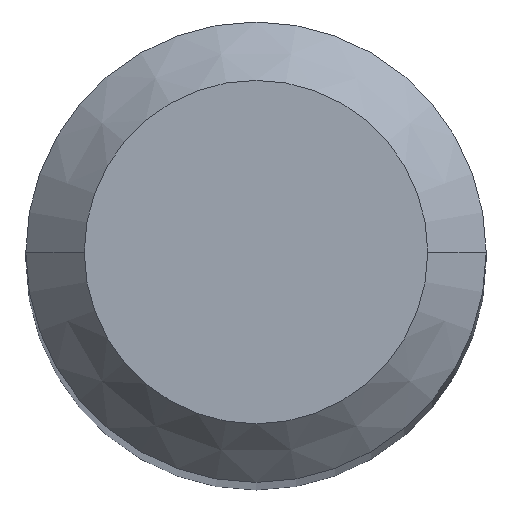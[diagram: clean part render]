
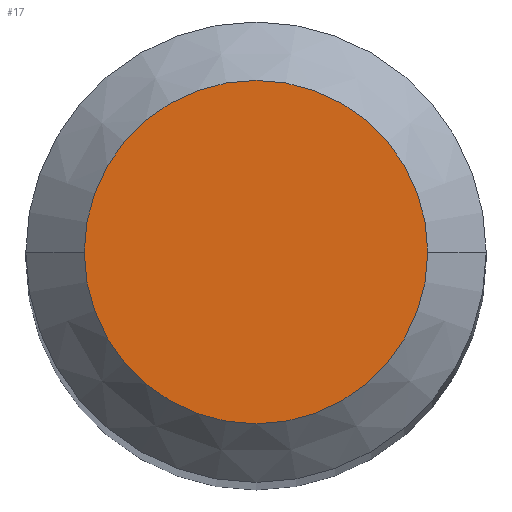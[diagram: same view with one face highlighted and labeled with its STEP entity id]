
A CAD part, top view. The second image highlights one B-rep face of the part: STEP entity #17.
In plain terms, the highlighted planar face has unit normal (0, 0, 1).
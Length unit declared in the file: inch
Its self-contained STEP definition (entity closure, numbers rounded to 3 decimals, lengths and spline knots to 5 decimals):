
#6 = EDGE_LOOP ( 'NONE', ( #261, #161 ) ) ;
#17 = ADVANCED_FACE ( 'NONE', ( #109 ), #136, .T. ) ;
#36 = AXIS2_PLACEMENT_3D ( 'NONE', #266, #269, #84 ) ;
#63 = CARTESIAN_POINT ( 'NONE',  ( 0.04405, 0., 1.49606 ) ) ;
#84 = DIRECTION ( 'NONE',  ( 1., 0., 0. ) ) ;
#109 = FACE_OUTER_BOUND ( 'NONE', #6, .T. ) ;
#121 = CIRCLE ( 'NONE', #36, 0.04405 ) ;
#126 = DIRECTION ( 'NONE',  ( 1., 0., 0. ) ) ;
#135 = EDGE_CURVE ( 'NONE', #281, #228, #207, .T. ) ;
#136 = PLANE ( 'NONE',  #291 ) ;
#153 = CARTESIAN_POINT ( 'NONE',  ( 0., 0., 1.49606 ) ) ;
#154 = DIRECTION ( 'NONE',  ( 1., 0., 0. ) ) ;
#156 = CARTESIAN_POINT ( 'NONE',  ( 0., 0., 1.49606 ) ) ;
#161 = ORIENTED_EDGE ( 'NONE', *, *, #135, .T. ) ;
#175 = AXIS2_PLACEMENT_3D ( 'NONE', #153, #260, #126 ) ;
#207 = CIRCLE ( 'NONE', #175, 0.04405 ) ;
#221 = CARTESIAN_POINT ( 'NONE',  ( -0.04405, 0., 1.49606 ) ) ;
#228 = VERTEX_POINT ( 'NONE', #221 ) ;
#249 = EDGE_CURVE ( 'NONE', #228, #281, #121, .T. ) ;
#260 = DIRECTION ( 'NONE',  ( 0., 0., 1. ) ) ;
#261 = ORIENTED_EDGE ( 'NONE', *, *, #249, .T. ) ;
#266 = CARTESIAN_POINT ( 'NONE',  ( 0., 0., 1.49606 ) ) ;
#267 = DIRECTION ( 'NONE',  ( 0., 0., 1. ) ) ;
#269 = DIRECTION ( 'NONE',  ( 0., 0., 1. ) ) ;
#281 = VERTEX_POINT ( 'NONE', #63 ) ;
#291 = AXIS2_PLACEMENT_3D ( 'NONE', #156, #267, #154 ) ;
